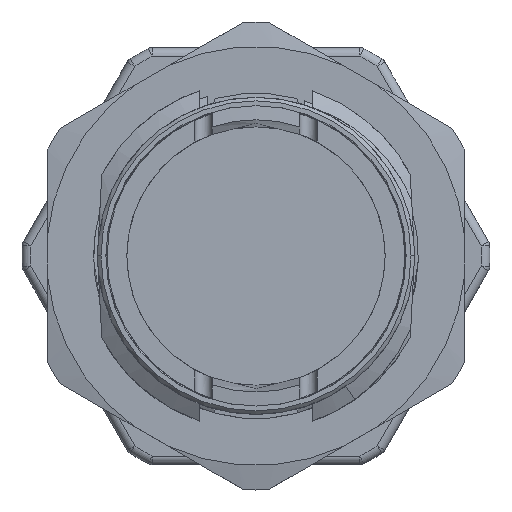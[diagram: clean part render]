
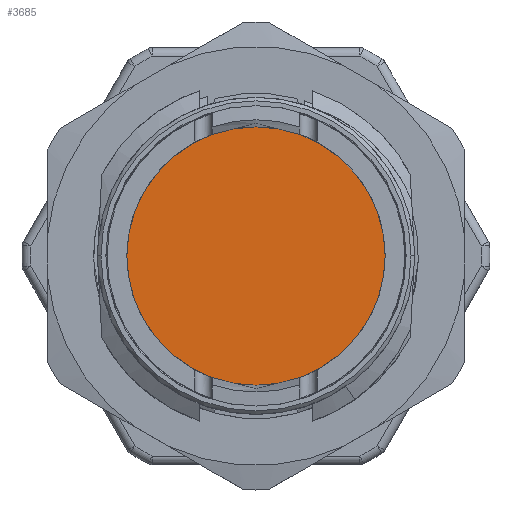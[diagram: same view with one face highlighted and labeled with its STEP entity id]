
A CAD part, top view. The second image highlights one B-rep face of the part: STEP entity #3685.
In plain terms, the highlighted planar face has unit normal (0, 0, 1).
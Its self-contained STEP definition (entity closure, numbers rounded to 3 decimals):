
#1504=PLANE('',#14693);
#3685=ADVANCED_FACE('',(#4444),#1504,.T.);
#4444=FACE_OUTER_BOUND('',#5187,.T.);
#5187=EDGE_LOOP('',(#9187,#9188));
#9187=ORIENTED_EDGE('',*,*,#12952,.T.);
#9188=ORIENTED_EDGE('',*,*,#12953,.T.);
#10878=VERTEX_POINT('',#27165);
#10879=VERTEX_POINT('',#27167);
#12952=EDGE_CURVE('',#10878,#10879,#13532,.T.);
#12953=EDGE_CURVE('',#10879,#10878,#13533,.T.);
#13532=CIRCLE('',#14688,7.4);
#13533=CIRCLE('',#14690,7.4);
#14688=AXIS2_PLACEMENT_3D('',#27168,#17549,#17550);
#14690=AXIS2_PLACEMENT_3D('',#27170,#17553,#17554);
#14693=AXIS2_PLACEMENT_3D('',#27173,#17559,#17560);
#17549=DIRECTION('',(0.,0.,1.));
#17550=DIRECTION('',(-1.,0.,0.));
#17553=DIRECTION('',(0.,0.,1.));
#17554=DIRECTION('',(1.,0.,0.));
#17559=DIRECTION('',(0.,0.,1.));
#17560=DIRECTION('',(-1.,0.,0.));
#27165=CARTESIAN_POINT('',(-7.4,0.,18.65));
#27167=CARTESIAN_POINT('',(7.4,0.,18.65));
#27168=CARTESIAN_POINT('',(0.,0.,18.65));
#27170=CARTESIAN_POINT('',(0.,0.,18.65));
#27173=CARTESIAN_POINT('',(0.,0.,18.65));
